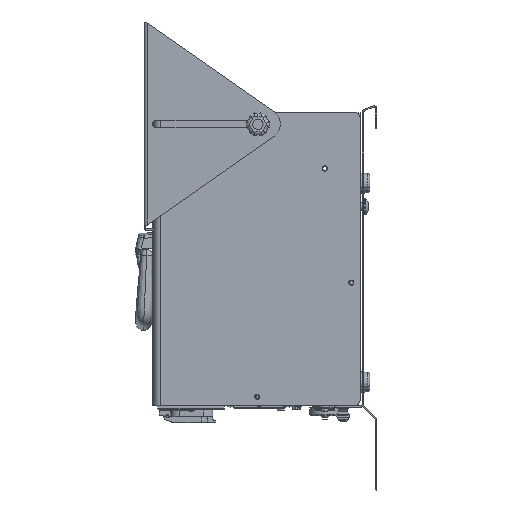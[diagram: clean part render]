
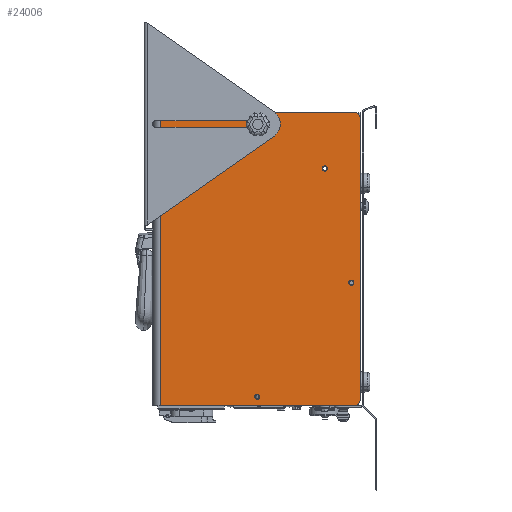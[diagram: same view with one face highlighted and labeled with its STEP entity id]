
A CAD part, left-side view. The second image highlights one B-rep face of the part: STEP entity #24006.
In plain terms, the highlighted planar face has unit normal (-1, 0, 0).
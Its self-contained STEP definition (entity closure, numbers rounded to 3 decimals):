
#432 = DIRECTION ( 'NONE',  ( 1., 0., 0. ) ) ;
#758 = CIRCLE ( 'NONE', #55739, 0.25 ) ;
#1015 = CIRCLE ( 'NONE', #72710, 0.109 ) ;
#1193 = CARTESIAN_POINT ( 'NONE',  ( -4.45, -0.026, 1.5 ) ) ;
#1354 = ORIENTED_EDGE ( 'NONE', *, *, #17821, .T. ) ;
#2255 = VERTEX_POINT ( 'NONE', #39345 ) ;
#2485 = CIRCLE ( 'NONE', #63410, 0.109 ) ;
#2674 = FACE_BOUND ( 'NONE', #33508, .T. ) ;
#3316 = DIRECTION ( 'NONE',  ( 1., 0., 0. ) ) ;
#3391 = CARTESIAN_POINT ( 'NONE',  ( -4.45, -2.984, -0.375 ) ) ;
#3786 = DIRECTION ( 'NONE',  ( 0., 1., 0. ) ) ;
#3854 = AXIS2_PLACEMENT_3D ( 'NONE', #43961, #10152, #49608 ) ;
#4732 = VECTOR ( 'NONE', #38114, 39.37 ) ;
#5205 = CIRCLE ( 'NONE', #14641, 0.125 ) ;
#5265 = ORIENTED_EDGE ( 'NONE', *, *, #16107, .T. ) ;
#5492 = CARTESIAN_POINT ( 'NONE',  ( -4.45, -4.375, 1.75 ) ) ;
#5528 = CARTESIAN_POINT ( 'NONE',  ( -4.45, -4.375, -10.459 ) ) ;
#6016 = VERTEX_POINT ( 'NONE', #31662 ) ;
#6261 = FACE_BOUND ( 'NONE', #43160, .T. ) ;
#6902 = DIRECTION ( 'NONE',  ( 0., 1., 0. ) ) ;
#7010 = EDGE_CURVE ( 'NONE', #6016, #10030, #56201, .T. ) ;
#7032 = EDGE_CURVE ( 'NONE', #47955, #71046, #41242, .T. ) ;
#7178 = CARTESIAN_POINT ( 'NONE',  ( -4.45, -0.109, -10.084 ) ) ;
#8508 = VECTOR ( 'NONE', #57024, 39.37 ) ;
#9458 = VECTOR ( 'NONE', #39330, 39.37 ) ;
#9741 = CARTESIAN_POINT ( 'NONE',  ( -4.45, -3.891, -5.23 ) ) ;
#10030 = VERTEX_POINT ( 'NONE', #3391 ) ;
#10152 = DIRECTION ( 'NONE',  ( 1., 0., 0. ) ) ;
#10972 = CARTESIAN_POINT ( 'NONE',  ( -4.45, -4.125, -10.209 ) ) ;
#11549 = EDGE_CURVE ( 'NONE', #45861, #56570, #68374, .T. ) ;
#12003 = VERTEX_POINT ( 'NONE', #9741 ) ;
#12223 = AXIS2_PLACEMENT_3D ( 'NONE', #23635, #69274, #35678 ) ;
#14641 = AXIS2_PLACEMENT_3D ( 'NONE', #1193, #40673, #6902 ) ;
#15676 = CARTESIAN_POINT ( 'NONE',  ( -4.45, 4.125, 2. ) ) ;
#16107 = EDGE_CURVE ( 'NONE', #45861, #71046, #21484, .T. ) ;
#16665 = DIRECTION ( 'NONE',  ( 0., 1., 0. ) ) ;
#16685 = CARTESIAN_POINT ( 'NONE',  ( -4.45, -4.125, 2. ) ) ;
#17713 = FACE_BOUND ( 'NONE', #29960, .T. ) ;
#17821 = EDGE_CURVE ( 'NONE', #38070, #30183, #1015, .T. ) ;
#17903 = ORIENTED_EDGE ( 'NONE', *, *, #71821, .T. ) ;
#18044 = EDGE_CURVE ( 'NONE', #18176, #12003, #27546, .T. ) ;
#18176 = VERTEX_POINT ( 'NONE', #41573 ) ;
#19915 = AXIS2_PLACEMENT_3D ( 'NONE', #37107, #3316, #42777 ) ;
#21484 = LINE ( 'NONE', #15676, #4732 ) ;
#21664 = CARTESIAN_POINT ( 'NONE',  ( -4.45, 0., -10.084 ) ) ;
#23635 = CARTESIAN_POINT ( 'NONE',  ( -4.45, -4.375, -10.459 ) ) ;
#24006 = ADVANCED_FACE ( 'NONE', ( #32715, #6261, #17713, #2674, #47690 ), #30031, .F. ) ;
#24124 = ORIENTED_EDGE ( 'NONE', *, *, #37353, .T. ) ;
#24142 = CIRCLE ( 'NONE', #3854, 0.125 ) ;
#25089 = DIRECTION ( 'NONE',  ( 1., 0., 0. ) ) ;
#25303 = CARTESIAN_POINT ( 'NONE',  ( -4.45, 0.099, 1.5 ) ) ;
#26465 = ORIENTED_EDGE ( 'NONE', *, *, #60384, .T. ) ;
#27379 = DIRECTION ( 'NONE',  ( 0., 1., 0. ) ) ;
#27487 = LINE ( 'NONE', #31028, #55623 ) ;
#27546 = CIRCLE ( 'NONE', #41267, 0.109 ) ;
#28252 = DIRECTION ( 'NONE',  ( -1., 0., 0. ) ) ;
#29314 = ORIENTED_EDGE ( 'NONE', *, *, #50754, .T. ) ;
#29960 = EDGE_LOOP ( 'NONE', ( #24124, #1354 ) ) ;
#30031 = PLANE ( 'NONE',  #12223 ) ;
#30183 = VERTEX_POINT ( 'NONE', #60419 ) ;
#31028 = CARTESIAN_POINT ( 'NONE',  ( -4.45, -4.375, -10.459 ) ) ;
#31662 = CARTESIAN_POINT ( 'NONE',  ( -4.45, -2.766, -0.375 ) ) ;
#32715 = FACE_BOUND ( 'NONE', #64884, .T. ) ;
#33159 = CARTESIAN_POINT ( 'NONE',  ( -4.45, -2.875, -0.375 ) ) ;
#33508 = EDGE_LOOP ( 'NONE', ( #17903, #37753 ) ) ;
#34256 = CARTESIAN_POINT ( 'NONE',  ( -4.45, -4., -5.23 ) ) ;
#35175 = VERTEX_POINT ( 'NONE', #25303 ) ;
#35678 = DIRECTION ( 'NONE',  ( 0., 1., 0. ) ) ;
#36671 = DIRECTION ( 'NONE',  ( 0., 0., 1. ) ) ;
#36867 = EDGE_LOOP ( 'NONE', ( #59283, #5265, #63034, #29314, #71675, #59086 ) ) ;
#37060 = CARTESIAN_POINT ( 'NONE',  ( -4.45, 4.125, -10.459 ) ) ;
#37107 = CARTESIAN_POINT ( 'NONE',  ( -4.45, -2.875, -0.375 ) ) ;
#37353 = EDGE_CURVE ( 'NONE', #30183, #38070, #40163, .T. ) ;
#37569 = DIRECTION ( 'NONE',  ( 1., 0., 0. ) ) ;
#37753 = ORIENTED_EDGE ( 'NONE', *, *, #49344, .T. ) ;
#38070 = VERTEX_POINT ( 'NONE', #7178 ) ;
#38114 = DIRECTION ( 'NONE',  ( 0., 0., -1. ) ) ;
#38843 = DIRECTION ( 'NONE',  ( 0., 1., 0. ) ) ;
#39330 = DIRECTION ( 'NONE',  ( 0., 1., 0. ) ) ;
#39345 = CARTESIAN_POINT ( 'NONE',  ( -4.45, -4.375, -10.209 ) ) ;
#39917 = DIRECTION ( 'NONE',  ( 0., 1., 0. ) ) ;
#40103 = CARTESIAN_POINT ( 'NONE',  ( -4.45, 4.435, 2. ) ) ;
#40163 = CIRCLE ( 'NONE', #44928, 0.109 ) ;
#40673 = DIRECTION ( 'NONE',  ( 1., 0., 0. ) ) ;
#41025 = ORIENTED_EDGE ( 'NONE', *, *, #7010, .T. ) ;
#41146 = VERTEX_POINT ( 'NONE', #56067 ) ;
#41242 = LINE ( 'NONE', #5528, #9458 ) ;
#41267 = AXIS2_PLACEMENT_3D ( 'NONE', #34256, #432, #39917 ) ;
#41573 = CARTESIAN_POINT ( 'NONE',  ( -4.45, -4.109, -5.23 ) ) ;
#42777 = DIRECTION ( 'NONE',  ( 0., 1., 0. ) ) ;
#43160 = EDGE_LOOP ( 'NONE', ( #26465, #52210 ) ) ;
#43544 = CIRCLE ( 'NONE', #19915, 0.109 ) ;
#43961 = CARTESIAN_POINT ( 'NONE',  ( -4.45, -0.026, 1.5 ) ) ;
#44928 = AXIS2_PLACEMENT_3D ( 'NONE', #58782, #25089, #64385 ) ;
#45861 = VERTEX_POINT ( 'NONE', #46784 ) ;
#46784 = CARTESIAN_POINT ( 'NONE',  ( -4.45, 4.125, 2. ) ) ;
#47690 = FACE_OUTER_BOUND ( 'NONE', #36867, .T. ) ;
#47955 = VERTEX_POINT ( 'NONE', #63479 ) ;
#49344 = EDGE_CURVE ( 'NONE', #41146, #35175, #5205, .T. ) ;
#49608 = DIRECTION ( 'NONE',  ( 0., 1., 0. ) ) ;
#50426 = DIRECTION ( 'NONE',  ( -1., 0., 0. ) ) ;
#50754 = EDGE_CURVE ( 'NONE', #47955, #2255, #58803, .T. ) ;
#50904 = AXIS2_PLACEMENT_3D ( 'NONE', #10972, #50426, #16665 ) ;
#52210 = ORIENTED_EDGE ( 'NONE', *, *, #18044, .T. ) ;
#55566 = EDGE_CURVE ( 'NONE', #10030, #6016, #43544, .T. ) ;
#55623 = VECTOR ( 'NONE', #36671, 39.37 ) ;
#55739 = AXIS2_PLACEMENT_3D ( 'NONE', #61857, #28252, #67487 ) ;
#56067 = CARTESIAN_POINT ( 'NONE',  ( -4.45, -0.151, 1.5 ) ) ;
#56201 = CIRCLE ( 'NONE', #71880, 0.109 ) ;
#56570 = VERTEX_POINT ( 'NONE', #16685 ) ;
#57024 = DIRECTION ( 'NONE',  ( 0., -1., 0. ) ) ;
#58435 = ORIENTED_EDGE ( 'NONE', *, *, #55566, .T. ) ;
#58782 = CARTESIAN_POINT ( 'NONE',  ( -4.45, 0., -10.084 ) ) ;
#58803 = CIRCLE ( 'NONE', #50904, 0.25 ) ;
#59086 = ORIENTED_EDGE ( 'NONE', *, *, #66507, .T. ) ;
#59283 = ORIENTED_EDGE ( 'NONE', *, *, #11549, .F. ) ;
#59363 = VERTEX_POINT ( 'NONE', #5492 ) ;
#60384 = EDGE_CURVE ( 'NONE', #12003, #18176, #2485, .T. ) ;
#60419 = CARTESIAN_POINT ( 'NONE',  ( -4.45, 0.109, -10.084 ) ) ;
#61025 = DIRECTION ( 'NONE',  ( 1., 0., 0. ) ) ;
#61857 = CARTESIAN_POINT ( 'NONE',  ( -4.45, -4.125, 1.75 ) ) ;
#63034 = ORIENTED_EDGE ( 'NONE', *, *, #7032, .F. ) ;
#63410 = AXIS2_PLACEMENT_3D ( 'NONE', #71111, #37569, #3786 ) ;
#63479 = CARTESIAN_POINT ( 'NONE',  ( -4.45, -4.125, -10.459 ) ) ;
#64307 = EDGE_CURVE ( 'NONE', #2255, #59363, #27487, .T. ) ;
#64385 = DIRECTION ( 'NONE',  ( 0., 1., 0. ) ) ;
#64884 = EDGE_LOOP ( 'NONE', ( #41025, #58435 ) ) ;
#66507 = EDGE_CURVE ( 'NONE', #59363, #56570, #758, .T. ) ;
#67487 = DIRECTION ( 'NONE',  ( 0., 1., 0. ) ) ;
#68374 = LINE ( 'NONE', #40103, #8508 ) ;
#69274 = DIRECTION ( 'NONE',  ( 1., 0., 0. ) ) ;
#71046 = VERTEX_POINT ( 'NONE', #37060 ) ;
#71111 = CARTESIAN_POINT ( 'NONE',  ( -4.45, -4., -5.23 ) ) ;
#71675 = ORIENTED_EDGE ( 'NONE', *, *, #64307, .T. ) ;
#71821 = EDGE_CURVE ( 'NONE', #35175, #41146, #24142, .T. ) ;
#71880 = AXIS2_PLACEMENT_3D ( 'NONE', #33159, #72370, #38843 ) ;
#72370 = DIRECTION ( 'NONE',  ( 1., 0., 0. ) ) ;
#72710 = AXIS2_PLACEMENT_3D ( 'NONE', #21664, #61025, #27379 ) ;
